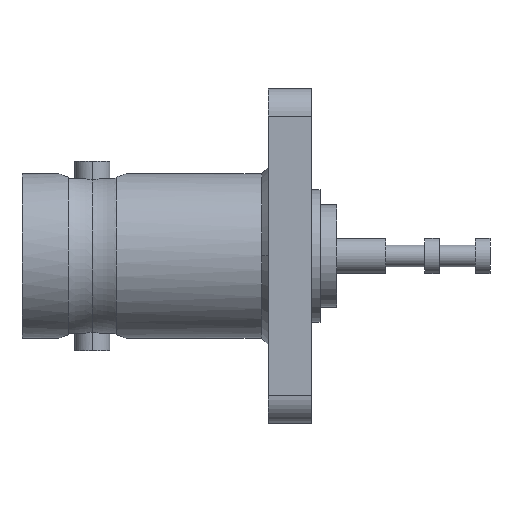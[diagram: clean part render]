
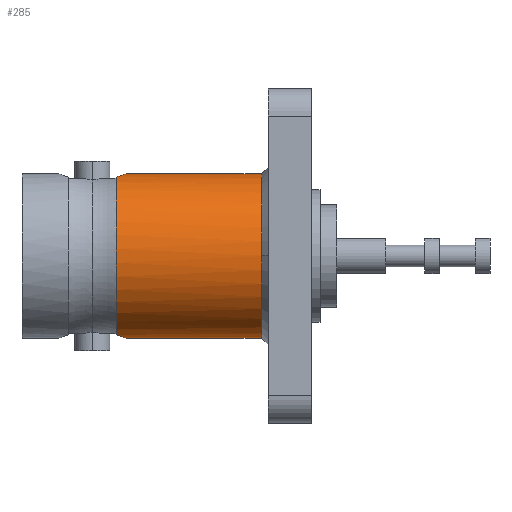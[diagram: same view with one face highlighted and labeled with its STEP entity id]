
A CAD part, top view. The second image highlights one B-rep face of the part: STEP entity #285.
In plain terms, the highlighted cylindrical face has radius 4.756 mm (diameter 9.512 mm), a partial arc.
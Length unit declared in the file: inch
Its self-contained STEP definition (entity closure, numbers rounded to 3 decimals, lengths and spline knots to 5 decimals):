
#5 = CIRCLE ( 'NONE', #191, 0.18725 ) ;
#13 = LINE ( 'NONE', #87, #2552 ) ;
#87 = CARTESIAN_POINT ( 'NONE',  ( 0., 0.18725, 0. ) ) ;
#115 = VECTOR ( 'NONE', #2422, 39.37008 ) ;
#127 = CARTESIAN_POINT ( 'NONE',  ( 0., 0., 0. ) ) ;
#191 = AXIS2_PLACEMENT_3D ( 'NONE', #1436, #1448, #2083 ) ;
#205 = CARTESIAN_POINT ( 'NONE',  ( 0., -0.18725, 0. ) ) ;
#224 = EDGE_CURVE ( 'NONE', #327, #1526, #1775, .T. ) ;
#249 = CARTESIAN_POINT ( 'NONE',  ( 0.23516, 0.18636, 0.02056 ) ) ;
#285 = ADVANCED_FACE ( 'NONE', ( #1164 ), #2566, .T. ) ;
#327 = VERTEX_POINT ( 'NONE', #2356 ) ;
#338 = CARTESIAN_POINT ( 'NONE',  ( 0.23725, -0.18725, 0.01024 ) ) ;
#351 = VERTEX_POINT ( 'NONE', #921 ) ;
#363 = CARTESIAN_POINT ( 'NONE',  ( 0.23725, 0.18725, 0. ) ) ;
#383 = B_SPLINE_CURVE_WITH_KNOTS ( 'NONE', 3,
 ( #2501, #1686, #249, #2520, #2108, #1079, #1844, #1488 ),
 .UNSPECIFIED., .F., .F.,
 ( 4, 2, 2, 4 ),
 ( 0.00156, 0.00234, 0.00273, 0.00312 ),
 .UNSPECIFIED. ) ;
#498 = DIRECTION ( 'NONE',  ( -1., 0., 0. ) ) ;
#510 = EDGE_CURVE ( 'NONE', #1430, #351, #643, .T. ) ;
#643 = LINE ( 'NONE', #205, #115 ) ;
#727 = DIRECTION ( 'NONE',  ( 0., -1., 0. ) ) ;
#775 = AXIS2_PLACEMENT_3D ( 'NONE', #127, #2128, #727 ) ;
#921 = CARTESIAN_POINT ( 'NONE',  ( 0.23725, -0.18725, 0. ) ) ;
#975 = ORIENTED_EDGE ( 'NONE', *, *, #1200, .T. ) ;
#1079 = CARTESIAN_POINT ( 'NONE',  ( 0.22119, 0.18117, 0.04751 ) ) ;
#1102 = ORIENTED_EDGE ( 'NONE', *, *, #1706, .T. ) ;
#1115 = CARTESIAN_POINT ( 'NONE',  ( 0.21439, -0.179, 0.05497 ) ) ;
#1117 = EDGE_LOOP ( 'NONE', ( #1102, #975, #1401, #1856, #2335, #1491 ) ) ;
#1118 = CARTESIAN_POINT ( 'NONE',  ( 0.22119, -0.18117, 0.04751 ) ) ;
#1164 = FACE_OUTER_BOUND ( 'NONE', #1117, .T. ) ;
#1200 = EDGE_CURVE ( 'NONE', #1301, #1303, #13, .T. ) ;
#1301 = VERTEX_POINT ( 'NONE', #2502 ) ;
#1303 = VERTEX_POINT ( 'NONE', #363 ) ;
#1304 = CARTESIAN_POINT ( 'NONE',  ( 0.22928, -0.18409, 0.0346 ) ) ;
#1339 = EDGE_CURVE ( 'NONE', #351, #327, #1932, .T. ) ;
#1353 = CARTESIAN_POINT ( 'NONE',  ( 0.21439, 0.179, 0.05497 ) ) ;
#1401 = ORIENTED_EDGE ( 'NONE', *, *, #2331, .T. ) ;
#1430 = VERTEX_POINT ( 'NONE', #1767 ) ;
#1436 = CARTESIAN_POINT ( 'NONE',  ( 0.559, 0., 0. ) ) ;
#1448 = DIRECTION ( 'NONE',  ( -1., 0., 0. ) ) ;
#1460 = CARTESIAN_POINT ( 'NONE',  ( 0.21439, 0., 0. ) ) ;
#1488 = CARTESIAN_POINT ( 'NONE',  ( 0.21439, 0.179, 0.05497 ) ) ;
#1491 = ORIENTED_EDGE ( 'NONE', *, *, #510, .F. ) ;
#1526 = VERTEX_POINT ( 'NONE', #1353 ) ;
#1686 = CARTESIAN_POINT ( 'NONE',  ( 0.23725, 0.18725, 0.01024 ) ) ;
#1706 = EDGE_CURVE ( 'NONE', #1430, #1301, #5, .T. ) ;
#1736 = CARTESIAN_POINT ( 'NONE',  ( 0.22684, -0.18317, 0.03912 ) ) ;
#1767 = CARTESIAN_POINT ( 'NONE',  ( 0.559, -0.18725, 0. ) ) ;
#1775 = CIRCLE ( 'NONE', #2337, 0.18725 ) ;
#1844 = CARTESIAN_POINT ( 'NONE',  ( 0.21798, 0.1801, 0.05139 ) ) ;
#1856 = ORIENTED_EDGE ( 'NONE', *, *, #224, .F. ) ;
#1932 = B_SPLINE_CURVE_WITH_KNOTS ( 'NONE', 3,
 ( #2345, #338, #2334, #1304, #1736, #1118, #1947, #1115 ),
 .UNSPECIFIED., .F., .F.,
 ( 4, 2, 2, 4 ),
 ( 0.00156, 0.00234, 0.00273, 0.00312 ),
 .UNSPECIFIED. ) ;
#1947 = CARTESIAN_POINT ( 'NONE',  ( 0.21798, -0.1801, 0.05139 ) ) ;
#2083 = DIRECTION ( 'NONE',  ( 0., -1., 0. ) ) ;
#2088 = DIRECTION ( 'NONE',  ( 0., -1., 0. ) ) ;
#2108 = CARTESIAN_POINT ( 'NONE',  ( 0.22684, 0.18317, 0.03912 ) ) ;
#2118 = DIRECTION ( 'NONE',  ( -1., 0., 0. ) ) ;
#2128 = DIRECTION ( 'NONE',  ( -1., 0., 0. ) ) ;
#2331 = EDGE_CURVE ( 'NONE', #1303, #1526, #383, .T. ) ;
#2334 = CARTESIAN_POINT ( 'NONE',  ( 0.23516, -0.18636, 0.02056 ) ) ;
#2335 = ORIENTED_EDGE ( 'NONE', *, *, #1339, .F. ) ;
#2337 = AXIS2_PLACEMENT_3D ( 'NONE', #1460, #2118, #2088 ) ;
#2345 = CARTESIAN_POINT ( 'NONE',  ( 0.23725, -0.18725, 0. ) ) ;
#2356 = CARTESIAN_POINT ( 'NONE',  ( 0.21439, -0.179, 0.05497 ) ) ;
#2422 = DIRECTION ( 'NONE',  ( -1., 0., 0. ) ) ;
#2501 = CARTESIAN_POINT ( 'NONE',  ( 0.23725, 0.18725, 0. ) ) ;
#2502 = CARTESIAN_POINT ( 'NONE',  ( 0.559, 0.18725, 0. ) ) ;
#2520 = CARTESIAN_POINT ( 'NONE',  ( 0.22928, 0.18409, 0.0346 ) ) ;
#2552 = VECTOR ( 'NONE', #498, 39.37008 ) ;
#2566 = CYLINDRICAL_SURFACE ( 'NONE', #775, 0.18725 ) ;
